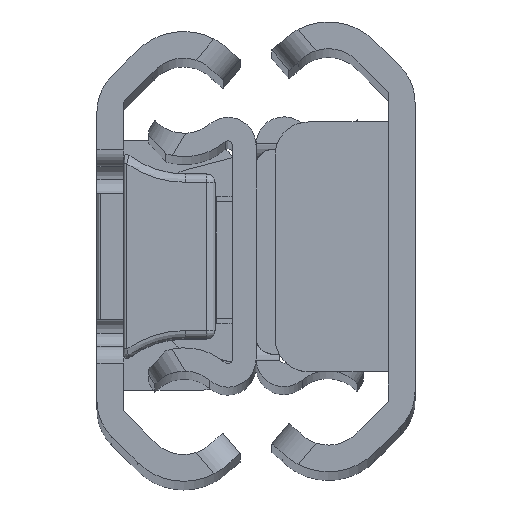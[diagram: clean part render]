
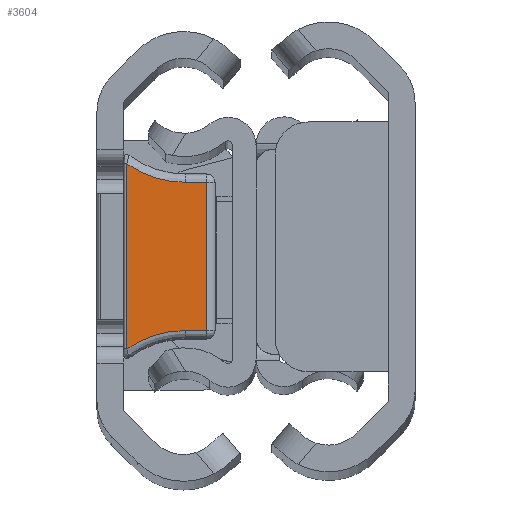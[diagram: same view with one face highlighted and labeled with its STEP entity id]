
A CAD part, top view. The second image highlights one B-rep face of the part: STEP entity #3604.
In plain terms, the highlighted planar face has unit normal (0, 0, 1).
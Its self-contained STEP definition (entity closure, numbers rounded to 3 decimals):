
#17 = ORIENTED_EDGE ( 'NONE', *, *, #544, .T. ) ;
#136 = CARTESIAN_POINT ( 'NONE',  ( 10.539, 3.7, 0. ) ) ;
#348 = EDGE_CURVE ( 'NONE', #913, #3965, #6409, .T. ) ;
#405 = EDGE_CURVE ( 'NONE', #2596, #6725, #2693, .T. ) ;
#421 = EDGE_LOOP ( 'NONE', ( #7218, #5766, #1881, #17, #6206, #5728 ) ) ;
#428 = EDGE_CURVE ( 'NONE', #1009, #2596, #1127, .T. ) ;
#544 = EDGE_CURVE ( 'NONE', #3965, #1009, #6968, .T. ) ;
#569 = VECTOR ( 'NONE', #3124, 1000. ) ;
#678 = CARTESIAN_POINT ( 'NONE',  ( 10.539, 5., 0. ) ) ;
#727 = AXIS2_PLACEMENT_3D ( 'NONE', #2766, #4503, #1586 ) ;
#737 = DIRECTION ( 'NONE',  ( 1., 0., 0. ) ) ;
#913 = VERTEX_POINT ( 'NONE', #2170 ) ;
#948 = LINE ( 'NONE', #3086, #569 ) ;
#1009 = VERTEX_POINT ( 'NONE', #3866 ) ;
#1127 = LINE ( 'NONE', #678, #4863 ) ;
#1253 = EDGE_CURVE ( 'NONE', #4635, #913, #948, .T. ) ;
#1586 = DIRECTION ( 'NONE',  ( 1., 0., 0. ) ) ;
#1651 = CARTESIAN_POINT ( 'NONE',  ( -5.556, 0.2, 0. ) ) ;
#1745 = CARTESIAN_POINT ( 'NONE',  ( -4.45, 3.7, 0. ) ) ;
#1843 = PLANE ( 'NONE',  #2235 ) ;
#1881 = ORIENTED_EDGE ( 'NONE', *, *, #348, .T. ) ;
#2170 = CARTESIAN_POINT ( 'NONE',  ( 5.556, 0.2, 0. ) ) ;
#2235 = AXIS2_PLACEMENT_3D ( 'NONE', #3510, #5686, #737 ) ;
#2503 = DIRECTION ( 'NONE',  ( 0., 1., 0. ) ) ;
#2540 = CARTESIAN_POINT ( 'NONE',  ( 4.45, 3.7, 0. ) ) ;
#2596 = VERTEX_POINT ( 'NONE', #6516 ) ;
#2693 = LINE ( 'NONE', #1745, #7105 ) ;
#2766 = CARTESIAN_POINT ( 'NONE',  ( -10.539, 3.7, 0. ) ) ;
#2844 = FACE_OUTER_BOUND ( 'NONE', #421, .T. ) ;
#3086 = CARTESIAN_POINT ( 'NONE',  ( 10.539, 0.2, 0. ) ) ;
#3124 = DIRECTION ( 'NONE',  ( 1., 0., 0. ) ) ;
#3463 = CARTESIAN_POINT ( 'NONE',  ( 4.45, 3.7, 0. ) ) ;
#3510 = CARTESIAN_POINT ( 'NONE',  ( 10.539, 3.7, 0. ) ) ;
#3604 = ADVANCED_FACE ( 'NONE', ( #2844 ), #1843, .T. ) ;
#3866 = CARTESIAN_POINT ( 'NONE',  ( 4.45, 5., 0. ) ) ;
#3965 = VERTEX_POINT ( 'NONE', #3463 ) ;
#4503 = DIRECTION ( 'NONE',  ( 0., 0., -1. ) ) ;
#4635 = VERTEX_POINT ( 'NONE', #1651 ) ;
#4863 = VECTOR ( 'NONE', #5188, 1000. ) ;
#4911 = CARTESIAN_POINT ( 'NONE',  ( -4.45, 3.7, 0. ) ) ;
#4941 = DIRECTION ( 'NONE',  ( 1., 0., 0. ) ) ;
#5152 = DIRECTION ( 'NONE',  ( 0., -1., 0. ) ) ;
#5188 = DIRECTION ( 'NONE',  ( -1., 0., 0. ) ) ;
#5356 = VECTOR ( 'NONE', #2503, 1000. ) ;
#5507 = DIRECTION ( 'NONE',  ( 0., 0., -1. ) ) ;
#5686 = DIRECTION ( 'NONE',  ( 0., 0., 1. ) ) ;
#5728 = ORIENTED_EDGE ( 'NONE', *, *, #405, .T. ) ;
#5766 = ORIENTED_EDGE ( 'NONE', *, *, #1253, .T. ) ;
#5922 = CIRCLE ( 'NONE', #727, 6.089 ) ;
#6206 = ORIENTED_EDGE ( 'NONE', *, *, #428, .T. ) ;
#6409 = CIRCLE ( 'NONE', #6748, 6.089 ) ;
#6516 = CARTESIAN_POINT ( 'NONE',  ( -4.45, 5., 0. ) ) ;
#6725 = VERTEX_POINT ( 'NONE', #4911 ) ;
#6748 = AXIS2_PLACEMENT_3D ( 'NONE', #136, #5507, #4941 ) ;
#6968 = LINE ( 'NONE', #2540, #5356 ) ;
#7019 = EDGE_CURVE ( 'NONE', #6725, #4635, #5922, .T. ) ;
#7105 = VECTOR ( 'NONE', #5152, 1000. ) ;
#7218 = ORIENTED_EDGE ( 'NONE', *, *, #7019, .T. ) ;
